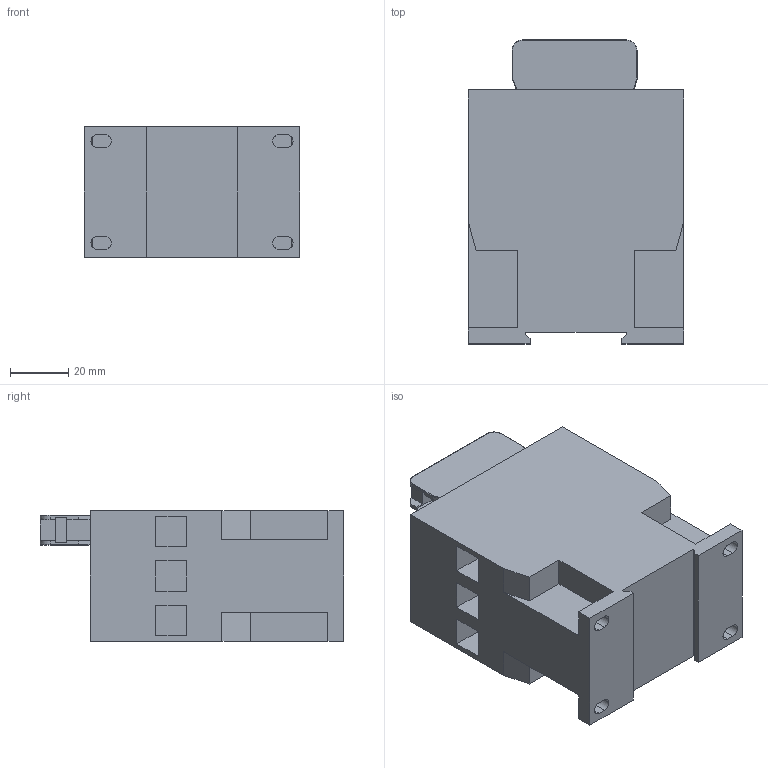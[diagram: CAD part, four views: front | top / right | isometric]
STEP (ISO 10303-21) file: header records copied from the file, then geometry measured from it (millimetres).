
FILE_DESCRIPTION (( 'STEP AP203' ), '1' );
FILE_NAME ('K3-24_32_40=.STEP', '2010-11-05T05:34:46', ( 'Gutermuth' ), ( 'Benedict GmbH' ), 'SwSTEP 2.0', 'SolidWorks 2010', '' );
FILE_SCHEMA (( 'CONFIG_CONTROL_DESIGN' ));
Length unit declared in the file: millimetre
Products named in the file (3): Imported_2; K3-24_32_40=; Imported_3
Assembly tree (2 placements, depth 2):
  K3-24_32_40=
    Imported_2
    Imported_3
Bounding box: 74 x 104.5 x 45 mm (x, y, z)
Volume: 251530.5 mm3; surface area: 40642.9 mm2
Topology: 2 solids, 2 shells, 174 faces, 474 edges, 312 vertices
Faces by surface type: plane 128, cylinder 42, bspline 4
Entity records: 5839 total; most frequent: CARTESIAN_POINT 1057, ORIENTED_EDGE 948, DIRECTION 888, EDGE_CURVE 474, LINE 386, VECTOR 386, VERTEX_POINT 312, AXIS2_PLACEMENT_3D 251
